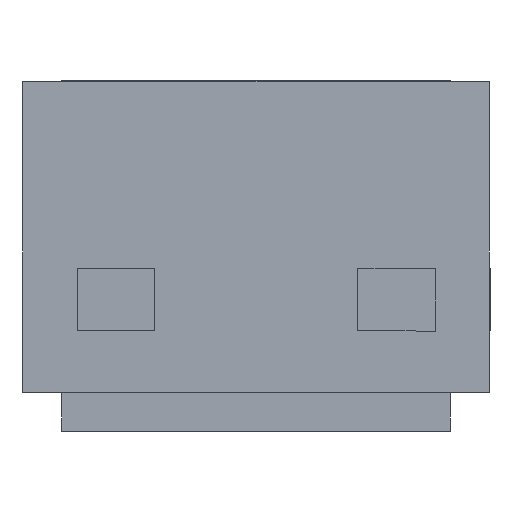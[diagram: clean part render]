
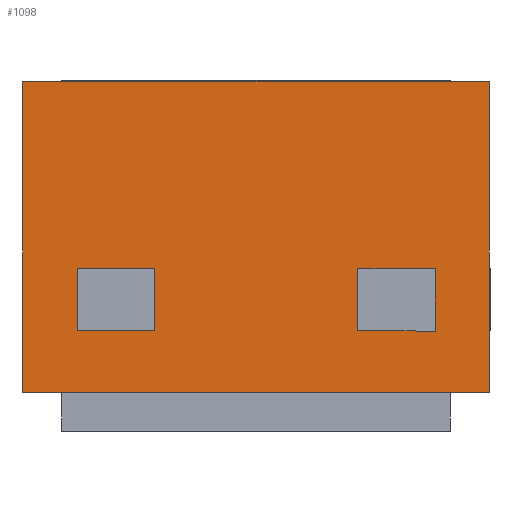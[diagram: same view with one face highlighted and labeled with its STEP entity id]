
A CAD part, left-side view. The second image highlights one B-rep face of the part: STEP entity #1098.
In plain terms, the highlighted planar face has unit normal (-1, 0, 0).
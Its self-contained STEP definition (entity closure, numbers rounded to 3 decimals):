
#14=FACE_BOUND('',#150,.T.);
#15=FACE_BOUND('',#151,.T.);
#88=FACE_OUTER_BOUND('',#149,.T.);
#149=EDGE_LOOP('',(#914,#915,#916,#917));
#150=EDGE_LOOP('',(#918,#919,#920,#921));
#151=EDGE_LOOP('',(#922,#923,#924,#925));
#190=LINE('',#1501,#334);
#194=LINE('',#1509,#338);
#197=LINE('',#1515,#341);
#200=LINE('',#1520,#344);
#202=LINE('',#1526,#346);
#206=LINE('',#1534,#350);
#209=LINE('',#1540,#353);
#212=LINE('',#1545,#356);
#298=LINE('',#1726,#442);
#299=LINE('',#1728,#443);
#300=LINE('',#1730,#444);
#301=LINE('',#1731,#445);
#334=VECTOR('',#1227,10.);
#338=VECTOR('',#1233,10.);
#341=VECTOR('',#1238,10.);
#344=VECTOR('',#1243,10.);
#346=VECTOR('',#1249,10.);
#350=VECTOR('',#1255,10.);
#353=VECTOR('',#1260,10.);
#356=VECTOR('',#1265,10.);
#442=VECTOR('',#1425,10.);
#443=VECTOR('',#1426,10.);
#444=VECTOR('',#1427,10.);
#445=VECTOR('',#1428,10.);
#470=VERTEX_POINT('',#1499);
#471=VERTEX_POINT('',#1500);
#474=VERTEX_POINT('',#1508);
#476=VERTEX_POINT('',#1514);
#478=VERTEX_POINT('',#1524);
#479=VERTEX_POINT('',#1525);
#482=VERTEX_POINT('',#1533);
#484=VERTEX_POINT('',#1539);
#542=VERTEX_POINT('',#1724);
#543=VERTEX_POINT('',#1725);
#544=VERTEX_POINT('',#1727);
#545=VERTEX_POINT('',#1729);
#574=EDGE_CURVE('',#470,#471,#190,.T.);
#578=EDGE_CURVE('',#471,#474,#194,.T.);
#581=EDGE_CURVE('',#474,#476,#197,.T.);
#584=EDGE_CURVE('',#476,#470,#200,.T.);
#586=EDGE_CURVE('',#478,#479,#202,.T.);
#590=EDGE_CURVE('',#479,#482,#206,.T.);
#593=EDGE_CURVE('',#482,#484,#209,.T.);
#596=EDGE_CURVE('',#484,#478,#212,.T.);
#682=EDGE_CURVE('',#542,#543,#298,.T.);
#683=EDGE_CURVE('',#542,#544,#299,.T.);
#684=EDGE_CURVE('',#545,#544,#300,.T.);
#685=EDGE_CURVE('',#543,#545,#301,.T.);
#914=ORIENTED_EDGE('',*,*,#682,.F.);
#915=ORIENTED_EDGE('',*,*,#683,.T.);
#916=ORIENTED_EDGE('',*,*,#684,.F.);
#917=ORIENTED_EDGE('',*,*,#685,.F.);
#918=ORIENTED_EDGE('',*,*,#574,.T.);
#919=ORIENTED_EDGE('',*,*,#578,.T.);
#920=ORIENTED_EDGE('',*,*,#581,.T.);
#921=ORIENTED_EDGE('',*,*,#584,.T.);
#922=ORIENTED_EDGE('',*,*,#586,.T.);
#923=ORIENTED_EDGE('',*,*,#590,.T.);
#924=ORIENTED_EDGE('',*,*,#593,.T.);
#925=ORIENTED_EDGE('',*,*,#596,.T.);
#1037=PLANE('',#1173);
#1098=ADVANCED_FACE('',(#88,#14,#15),#1037,.T.);
#1173=AXIS2_PLACEMENT_3D('',#1723,#1423,#1424);
#1227=DIRECTION('',(0.,-1.,0.));
#1233=DIRECTION('',(0.,0.,-1.));
#1238=DIRECTION('',(0.,1.,0.));
#1243=DIRECTION('',(0.,0.,1.));
#1249=DIRECTION('',(0.,-1.,-0.005));
#1255=DIRECTION('',(0.,0.005,-1.));
#1260=DIRECTION('',(0.,1.,0.005));
#1265=DIRECTION('',(0.,-0.005,1.));
#1423=DIRECTION('center_axis',(-1.,0.,0.));
#1424=DIRECTION('ref_axis',(0.,-1.,0.));
#1425=DIRECTION('',(0.,1.,0.));
#1426=DIRECTION('',(0.,0.,1.));
#1427=DIRECTION('',(0.,-1.,0.));
#1428=DIRECTION('',(0.,0.,1.));
#1499=CARTESIAN_POINT('',(-0.5,0.23,0.21));
#1500=CARTESIAN_POINT('',(-0.5,0.13,0.21));
#1501=CARTESIAN_POINT('',(-0.5,0.215,0.21));
#1508=CARTESIAN_POINT('',(-0.5,0.13,0.13));
#1509=CARTESIAN_POINT('',(-0.5,0.13,0.09));
#1514=CARTESIAN_POINT('',(-0.5,0.23,0.13));
#1515=CARTESIAN_POINT('',(-0.5,0.265,0.13));
#1520=CARTESIAN_POINT('',(-0.5,0.23,0.13));
#1524=CARTESIAN_POINT('',(-0.5,-0.131,0.209));
#1525=CARTESIAN_POINT('',(-0.5,-0.231,0.209));
#1526=CARTESIAN_POINT('',(-0.5,0.034,0.21));
#1533=CARTESIAN_POINT('',(-0.5,-0.231,0.129));
#1534=CARTESIAN_POINT('',(-0.5,-0.23,0.088));
#1539=CARTESIAN_POINT('',(-0.5,-0.131,0.129));
#1540=CARTESIAN_POINT('',(-0.5,0.084,0.13));
#1545=CARTESIAN_POINT('',(-0.5,-0.131,0.129));
#1723=CARTESIAN_POINT('Origin',(-0.5,0.3,0.05));
#1724=CARTESIAN_POINT('',(-0.5,-0.3,0.05));
#1725=CARTESIAN_POINT('',(-0.5,0.3,0.05));
#1726=CARTESIAN_POINT('',(-0.5,-0.3,0.05));
#1727=CARTESIAN_POINT('',(-0.5,-0.3,0.45));
#1728=CARTESIAN_POINT('',(-0.5,-0.3,0.05));
#1729=CARTESIAN_POINT('',(-0.5,0.3,0.45));
#1730=CARTESIAN_POINT('',(-0.5,-0.3,0.45));
#1731=CARTESIAN_POINT('',(-0.5,0.3,0.05));
